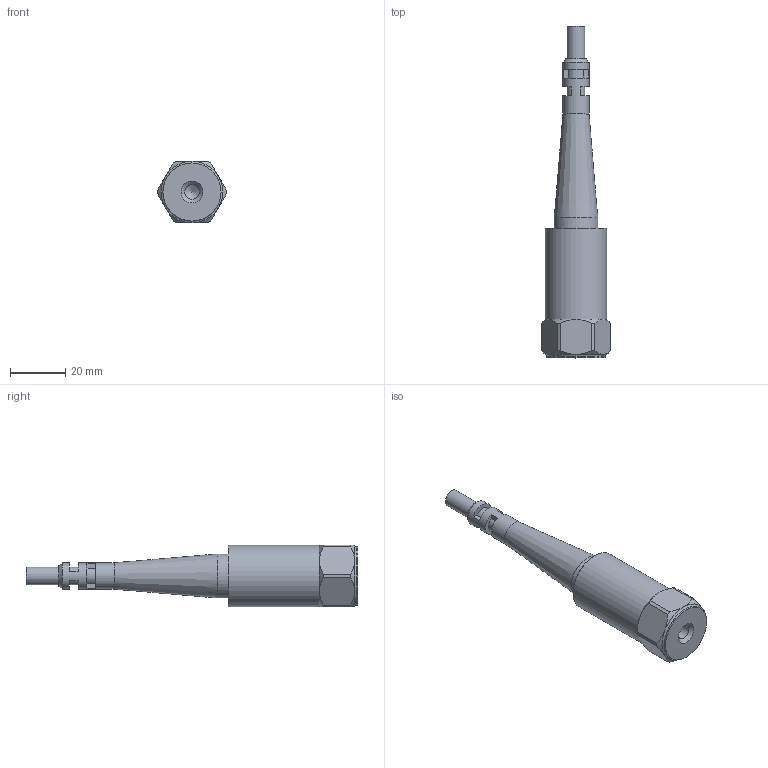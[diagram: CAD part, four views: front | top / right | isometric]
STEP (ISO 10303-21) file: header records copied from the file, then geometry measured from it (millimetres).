
FILE_DESCRIPTION(/* description */ (''),/* implementation_level */ '2;1');
FILE_NAME(/* name */ 'MASTER_TALL_TOP_EXIT_INTEGRAL_BLACK.stp',/* time_stamp */ '2017-04-26T10:38:11-04:00',/* author */ ('aneininger'),/* organization */ ('CONNECTION TECHNOLOGY CENTER'),/* preprocessor_version */ 'ST-DEVELOPER v16.5',/* originating_system */ 'Autodesk Inventor 2017',/* authorisation */ '');
FILE_SCHEMA (('AUTOMOTIVE_DESIGN { 1 0 10303 214 3 1 1 }'));
Length unit declared in the file: inch
Products named in the file (1): MASTER_TALL_TOP_EXIT_INTEGRAL_BLACK
Bounding box: 24.93 x 119.76 x 22.23 mm (x, y, z)
Volume: 25380.5 mm3; surface area: 6659.2 mm2
Topology: 1 solids, 1 shells, 55 faces, 134 edges, 86 vertices
Faces by surface type: plane 32, cone 12, cylinder 10, torus 1
Full cylindrical faces by diameter (mm): 5.359 x1, 6.35 x1, 9.525 x1, 15.875 x1, 20.955 x1, 22.047 x1
Entity records: 1549 total; most frequent: CARTESIAN_POINT 280, DIRECTION 254, ORIENTED_EDGE 222, EDGE_CURVE 111, AXIS2_PLACEMENT_3D 105, VERTEX_POINT 77, EDGE_LOOP 74, STYLED_ITEM 56
